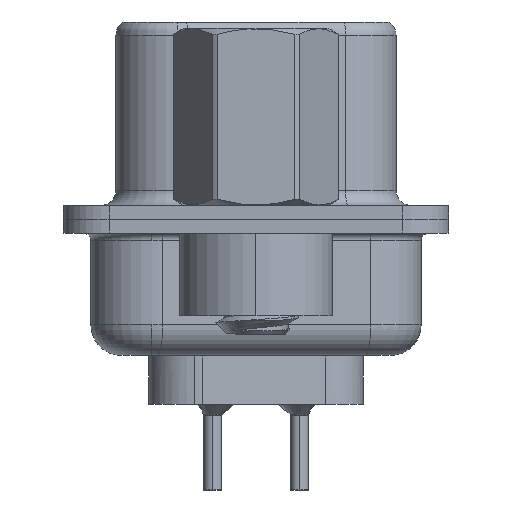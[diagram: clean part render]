
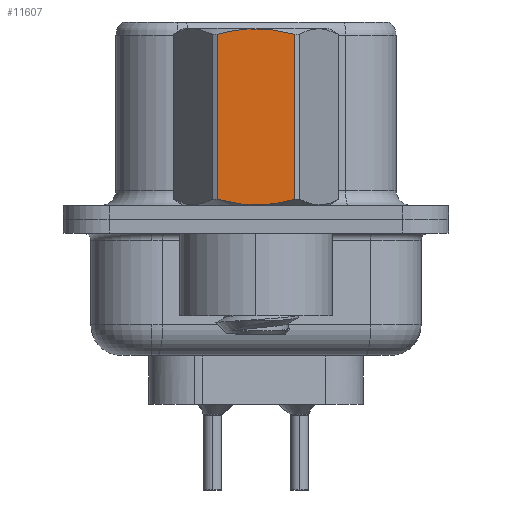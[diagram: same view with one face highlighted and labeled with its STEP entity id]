
A CAD part, left-side view. The second image highlights one B-rep face of the part: STEP entity #11607.
In plain terms, the highlighted planar face has unit normal (-1, 0, 0).
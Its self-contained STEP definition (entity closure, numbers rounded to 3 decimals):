
#10 = CARTESIAN_POINT ( 'NONE',  ( -2.381, 1.273, 3.792 ) ) ;
#760 = CARTESIAN_POINT ( 'NONE',  ( -2.381, 1.273, 0.652 ) ) ;
#901 = CARTESIAN_POINT ( 'NONE',  ( -2.381, 1.273, 6.048 ) ) ;
#1080 = DIRECTION ( 'NONE',  ( 0., -1., 0. ) ) ;
#1251 = VECTOR ( 'NONE', #4807, 1000. ) ;
#1526 = ORIENTED_EDGE ( 'NONE', *, *, #7567, .T. ) ;
#1929 = EDGE_CURVE ( 'NONE', #16047, #11524, #6019, .T. ) ;
#2517 = CARTESIAN_POINT ( 'NONE',  ( -2.381, 1.065, 0.596 ) ) ;
#2598 = CARTESIAN_POINT ( 'NONE',  ( -2.381, 0.215, 0.468 ) ) ;
#4408 = CARTESIAN_POINT ( 'NONE',  ( -2.381, -0.432, 0.485 ) ) ;
#4660 = VERTEX_POINT ( 'NONE', #10993 ) ;
#4807 = DIRECTION ( 'NONE',  ( 0., 0., -1. ) ) ;
#5156 = B_SPLINE_CURVE_WITH_KNOTS ( 'NONE', 3,
 ( #11580, #13313, #6233, #18850, #8055, #20698, #9869, #22567, #11664, #901 ),
 .UNSPECIFIED., .F., .F.,
 ( 4, 2, 2, 2, 4 ),
 ( 0.001, 0.002, 0.002, 0.003, 0.004 ),
 .UNSPECIFIED. ) ;
#6019 = LINE ( 'NONE', #10, #1251 ) ;
#6164 = CARTESIAN_POINT ( 'NONE',  ( -2.381, -1.066, 0.596 ) ) ;
#6233 = CARTESIAN_POINT ( 'NONE',  ( -2.381, -0.858, 6.15 ) ) ;
#6305 = EDGE_LOOP ( 'NONE', ( #1526, #7604, #9972, #6365 ) ) ;
#6365 = ORIENTED_EDGE ( 'NONE', *, *, #1929, .T. ) ;
#7567 = EDGE_CURVE ( 'NONE', #11524, #10477, #17589, .T. ) ;
#7604 = ORIENTED_EDGE ( 'NONE', *, *, #13212, .T. ) ;
#8055 = CARTESIAN_POINT ( 'NONE',  ( -2.381, -0.215, 6.232 ) ) ;
#9058 = DIRECTION ( 'NONE',  ( 0., 0., 1. ) ) ;
#9869 = CARTESIAN_POINT ( 'NONE',  ( -2.381, 0.428, 6.215 ) ) ;
#9972 = ORIENTED_EDGE ( 'NONE', *, *, #21844, .T. ) ;
#10296 = CARTESIAN_POINT ( 'NONE',  ( -2.381, -1.273, 0.652 ) ) ;
#10477 = VERTEX_POINT ( 'NONE', #10296 ) ;
#10993 = CARTESIAN_POINT ( 'NONE',  ( -2.381, -1.273, 6.048 ) ) ;
#11524 = VERTEX_POINT ( 'NONE', #13341 ) ;
#11580 = CARTESIAN_POINT ( 'NONE',  ( -2.381, -1.273, 6.048 ) ) ;
#11607 = ADVANCED_FACE ( 'NONE', ( #22086 ), #20881, .T. ) ;
#11664 = CARTESIAN_POINT ( 'NONE',  ( -2.381, 1.065, 6.104 ) ) ;
#11851 = DIRECTION ( 'NONE',  ( -1., 0., 0. ) ) ;
#12639 = VECTOR ( 'NONE', #9058, 1000. ) ;
#13212 = EDGE_CURVE ( 'NONE', #10477, #4660, #18013, .T. ) ;
#13313 = CARTESIAN_POINT ( 'NONE',  ( -2.381, -1.066, 6.104 ) ) ;
#13327 = CARTESIAN_POINT ( 'NONE',  ( -2.381, 0.428, 0.485 ) ) ;
#13341 = CARTESIAN_POINT ( 'NONE',  ( -2.381, 1.273, 0.652 ) ) ;
#14362 = AXIS2_PLACEMENT_3D ( 'NONE', #22765, #11851, #1080 ) ;
#15126 = CARTESIAN_POINT ( 'NONE',  ( -2.381, -0.215, 0.468 ) ) ;
#16047 = VERTEX_POINT ( 'NONE', #20383 ) ;
#16972 = CARTESIAN_POINT ( 'NONE',  ( -2.381, -0.858, 0.55 ) ) ;
#17589 = B_SPLINE_CURVE_WITH_KNOTS ( 'NONE', 3,
 ( #760, #2517, #20482, #13327, #2598, #15126, #4408, #16972, #6164, #18783 ),
 .UNSPECIFIED., .F., .F.,
 ( 4, 2, 2, 2, 4 ),
 ( 0.003, 0.003, 0.004, 0.004, 0.005 ),
 .UNSPECIFIED. ) ;
#18013 = LINE ( 'NONE', #19856, #12639 ) ;
#18783 = CARTESIAN_POINT ( 'NONE',  ( -2.381, -1.273, 0.652 ) ) ;
#18850 = CARTESIAN_POINT ( 'NONE',  ( -2.381, -0.432, 6.215 ) ) ;
#19856 = CARTESIAN_POINT ( 'NONE',  ( -2.381, -1.273, 3.792 ) ) ;
#20383 = CARTESIAN_POINT ( 'NONE',  ( -2.381, 1.273, 6.048 ) ) ;
#20482 = CARTESIAN_POINT ( 'NONE',  ( -2.381, 0.853, 0.549 ) ) ;
#20698 = CARTESIAN_POINT ( 'NONE',  ( -2.381, 0.215, 6.232 ) ) ;
#20881 = PLANE ( 'NONE',  #14362 ) ;
#21844 = EDGE_CURVE ( 'NONE', #4660, #16047, #5156, .T. ) ;
#22086 = FACE_OUTER_BOUND ( 'NONE', #6305, .T. ) ;
#22567 = CARTESIAN_POINT ( 'NONE',  ( -2.381, 0.853, 6.151 ) ) ;
#22765 = CARTESIAN_POINT ( 'NONE',  ( -2.381, 1.375, -3.75 ) ) ;
